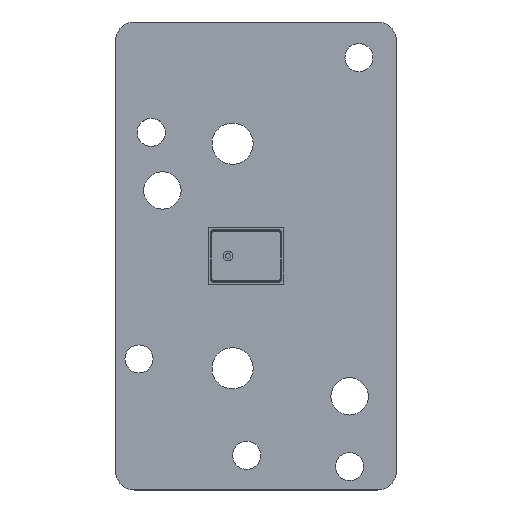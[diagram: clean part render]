
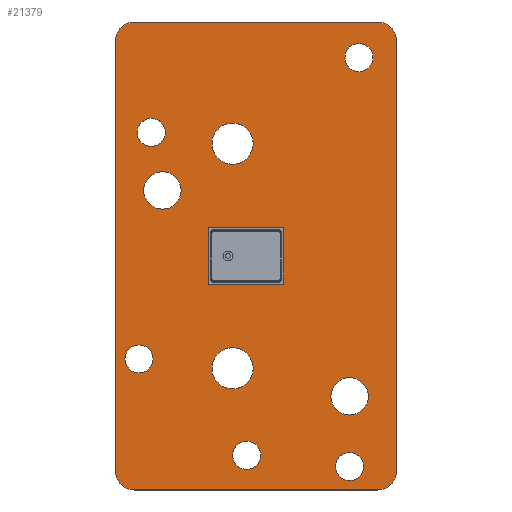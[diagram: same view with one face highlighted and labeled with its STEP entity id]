
A CAD part, top view. The second image highlights one B-rep face of the part: STEP entity #21379.
In plain terms, the highlighted planar face has unit normal (0, 0, 1).
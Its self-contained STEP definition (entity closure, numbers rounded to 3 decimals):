
#14901=FACE_OUTER_BOUND($,#17257,.F.);
#14911=FACE_OUTER_BOUND($,#17267,.T.);
#14915=FACE_OUTER_BOUND($,#17271,.T.);
#14919=FACE_OUTER_BOUND($,#17275,.T.);
#14923=FACE_OUTER_BOUND($,#17279,.T.);
#14927=FACE_OUTER_BOUND($,#17283,.T.);
#14931=FACE_OUTER_BOUND($,#17287,.T.);
#14935=FACE_OUTER_BOUND($,#17291,.T.);
#14939=FACE_OUTER_BOUND($,#17295,.T.);
#14943=FACE_OUTER_BOUND($,#17299,.T.);
#17257=EDGE_LOOP($,(#39033,#39034,#39035,#39036,#39037,#39038,#39039,#39040));
#17267=EDGE_LOOP($,(#39081,#39082));
#17271=EDGE_LOOP($,(#39093,#39094));
#17275=EDGE_LOOP($,(#39105,#39106));
#17279=EDGE_LOOP($,(#39117,#39118));
#17283=EDGE_LOOP($,(#39129,#39130));
#17287=EDGE_LOOP($,(#39141,#39142));
#17291=EDGE_LOOP($,(#39153,#39154));
#17295=EDGE_LOOP($,(#39165,#39166));
#17299=EDGE_LOOP($,(#39177,#39178));
#19639=PLANE($,#35626);
#21379=ADVANCED_FACE($,(#14901,#14911,#14915,#14919,#14923,#14927,#14931,
#14935,#14939,#14943),#19639,.T.);
#23712=VECTOR($,#63088,13.);
#23713=VECTOR($,#63089,23.);
#23714=VECTOR($,#63090,13.);
#23715=VECTOR($,#63091,23.);
#29144=LINE($,#75154,#23712);
#29145=LINE($,#75156,#23713);
#29146=LINE($,#75158,#23714);
#29147=LINE($,#75160,#23715);
#34576=CIRCLE($,#35622,1.);
#34577=CIRCLE($,#35623,1.);
#34578=CIRCLE($,#35624,1.);
#34579=CIRCLE($,#35625,1.);
#34584=CIRCLE($,#35640,1.);
#34585=CIRCLE($,#35641,1.);
#34588=CIRCLE($,#35646,1.);
#34589=CIRCLE($,#35647,1.);
#34592=CIRCLE($,#35652,1.1);
#34593=CIRCLE($,#35653,1.1);
#34596=CIRCLE($,#35658,1.1);
#34597=CIRCLE($,#35659,1.1);
#34600=CIRCLE($,#35664,0.75);
#34601=CIRCLE($,#35665,0.75);
#34604=CIRCLE($,#35670,0.75);
#34605=CIRCLE($,#35671,0.75);
#34608=CIRCLE($,#35676,0.75);
#34609=CIRCLE($,#35677,0.75);
#34612=CIRCLE($,#35682,0.75);
#34613=CIRCLE($,#35683,0.75);
#34616=CIRCLE($,#35688,0.75);
#34617=CIRCLE($,#35689,0.75);
#35622=AXIS2_PLACEMENT_3D($,#75162,#63085,$);
#35623=AXIS2_PLACEMENT_3D($,#75163,#63085,$);
#35624=AXIS2_PLACEMENT_3D($,#75164,#63085,$);
#35625=AXIS2_PLACEMENT_3D($,#75165,#63085,$);
#35626=AXIS2_PLACEMENT_3D($,#75154,#63085,$);
#35640=AXIS2_PLACEMENT_3D($,#75186,#63085,$);
#35641=AXIS2_PLACEMENT_3D($,#75187,#63085,$);
#35646=AXIS2_PLACEMENT_3D($,#75198,#63085,$);
#35647=AXIS2_PLACEMENT_3D($,#75199,#63085,$);
#35652=AXIS2_PLACEMENT_3D($,#75210,#63085,$);
#35653=AXIS2_PLACEMENT_3D($,#75211,#63085,$);
#35658=AXIS2_PLACEMENT_3D($,#75222,#63085,$);
#35659=AXIS2_PLACEMENT_3D($,#75223,#63085,$);
#35664=AXIS2_PLACEMENT_3D($,#75234,#63085,$);
#35665=AXIS2_PLACEMENT_3D($,#75235,#63085,$);
#35670=AXIS2_PLACEMENT_3D($,#75246,#63085,$);
#35671=AXIS2_PLACEMENT_3D($,#75247,#63085,$);
#35676=AXIS2_PLACEMENT_3D($,#75258,#63085,$);
#35677=AXIS2_PLACEMENT_3D($,#75259,#63085,$);
#35682=AXIS2_PLACEMENT_3D($,#75270,#63085,$);
#35683=AXIS2_PLACEMENT_3D($,#75271,#63085,$);
#35688=AXIS2_PLACEMENT_3D($,#75282,#63085,$);
#35689=AXIS2_PLACEMENT_3D($,#75283,#63085,$);
#39033=ORIENTED_EDGE($,*,*,#52169,.T.);
#39034=ORIENTED_EDGE($,*,*,#52170,.T.);
#39035=ORIENTED_EDGE($,*,*,#52171,.T.);
#39036=ORIENTED_EDGE($,*,*,#52172,.T.);
#39037=ORIENTED_EDGE($,*,*,#52173,.T.);
#39038=ORIENTED_EDGE($,*,*,#52174,.T.);
#39039=ORIENTED_EDGE($,*,*,#52175,.T.);
#39040=ORIENTED_EDGE($,*,*,#52176,.T.);
#39081=ORIENTED_EDGE($,*,*,#52194,.T.);
#39082=ORIENTED_EDGE($,*,*,#52195,.T.);
#39093=ORIENTED_EDGE($,*,*,#52201,.T.);
#39094=ORIENTED_EDGE($,*,*,#52202,.T.);
#39105=ORIENTED_EDGE($,*,*,#52208,.T.);
#39106=ORIENTED_EDGE($,*,*,#52209,.T.);
#39117=ORIENTED_EDGE($,*,*,#52215,.T.);
#39118=ORIENTED_EDGE($,*,*,#52216,.T.);
#39129=ORIENTED_EDGE($,*,*,#52222,.T.);
#39130=ORIENTED_EDGE($,*,*,#52223,.T.);
#39141=ORIENTED_EDGE($,*,*,#52229,.T.);
#39142=ORIENTED_EDGE($,*,*,#52230,.T.);
#39153=ORIENTED_EDGE($,*,*,#52236,.T.);
#39154=ORIENTED_EDGE($,*,*,#52237,.T.);
#39165=ORIENTED_EDGE($,*,*,#52243,.T.);
#39166=ORIENTED_EDGE($,*,*,#52244,.T.);
#39177=ORIENTED_EDGE($,*,*,#52250,.T.);
#39178=ORIENTED_EDGE($,*,*,#52251,.T.);
#52169=EDGE_CURVE($,#58747,#58748,#34576,.F.);
#52170=EDGE_CURVE($,#58748,#58749,#29144,.T.);
#52171=EDGE_CURVE($,#58749,#58750,#34577,.F.);
#52172=EDGE_CURVE($,#58750,#58751,#29145,.T.);
#52173=EDGE_CURVE($,#58751,#58752,#34578,.F.);
#52174=EDGE_CURVE($,#58752,#58753,#29146,.T.);
#52175=EDGE_CURVE($,#58753,#58754,#34579,.F.);
#52176=EDGE_CURVE($,#58754,#58747,#29147,.T.);
#52194=EDGE_CURVE($,#58765,#58766,#34584,.F.);
#52195=EDGE_CURVE($,#58766,#58765,#34585,.F.);
#52201=EDGE_CURVE($,#58771,#58772,#34588,.F.);
#52202=EDGE_CURVE($,#58772,#58771,#34589,.F.);
#52208=EDGE_CURVE($,#58777,#58778,#34592,.F.);
#52209=EDGE_CURVE($,#58778,#58777,#34593,.F.);
#52215=EDGE_CURVE($,#58783,#58784,#34596,.F.);
#52216=EDGE_CURVE($,#58784,#58783,#34597,.F.);
#52222=EDGE_CURVE($,#58789,#58790,#34600,.F.);
#52223=EDGE_CURVE($,#58790,#58789,#34601,.F.);
#52229=EDGE_CURVE($,#58795,#58796,#34604,.F.);
#52230=EDGE_CURVE($,#58796,#58795,#34605,.F.);
#52236=EDGE_CURVE($,#58801,#58802,#34608,.F.);
#52237=EDGE_CURVE($,#58802,#58801,#34609,.F.);
#52243=EDGE_CURVE($,#58807,#58808,#34612,.F.);
#52244=EDGE_CURVE($,#58808,#58807,#34613,.F.);
#52250=EDGE_CURVE($,#58813,#58814,#34616,.F.);
#52251=EDGE_CURVE($,#58814,#58813,#34617,.F.);
#58747=VERTEX_POINT($,#75153);
#58748=VERTEX_POINT($,#75154);
#58749=VERTEX_POINT($,#75155);
#58750=VERTEX_POINT($,#75156);
#58751=VERTEX_POINT($,#75157);
#58752=VERTEX_POINT($,#75158);
#58753=VERTEX_POINT($,#75159);
#58754=VERTEX_POINT($,#75160);
#58765=VERTEX_POINT($,#75183);
#58766=VERTEX_POINT($,#75184);
#58771=VERTEX_POINT($,#75195);
#58772=VERTEX_POINT($,#75196);
#58777=VERTEX_POINT($,#75207);
#58778=VERTEX_POINT($,#75208);
#58783=VERTEX_POINT($,#75219);
#58784=VERTEX_POINT($,#75220);
#58789=VERTEX_POINT($,#75231);
#58790=VERTEX_POINT($,#75232);
#58795=VERTEX_POINT($,#75243);
#58796=VERTEX_POINT($,#75244);
#58801=VERTEX_POINT($,#75255);
#58802=VERTEX_POINT($,#75256);
#58807=VERTEX_POINT($,#75267);
#58808=VERTEX_POINT($,#75268);
#58813=VERTEX_POINT($,#75279);
#58814=VERTEX_POINT($,#75280);
#63085=DIRECTION($,(0.,0.,1.));
#63088=DIRECTION($,(-1.,0.,0.));
#63089=DIRECTION($,(0.,1.,0.));
#63090=DIRECTION($,(1.,0.,0.));
#63091=DIRECTION($,(0.,-1.,0.));
#75153=CARTESIAN_POINT('',(15.,1.,0.));
#75154=CARTESIAN_POINT('',(14.,0.,0.));
#75155=CARTESIAN_POINT('',(1.,0.,0.));
#75156=CARTESIAN_POINT('',(0.,1.,0.));
#75157=CARTESIAN_POINT('',(0.,24.,0.));
#75158=CARTESIAN_POINT('',(1.,25.,0.));
#75159=CARTESIAN_POINT('',(14.,25.,0.));
#75160=CARTESIAN_POINT('',(15.,24.,0.));
#75162=CARTESIAN_POINT('',(14.,1.,0.));
#75163=CARTESIAN_POINT('',(1.,1.,0.));
#75164=CARTESIAN_POINT('',(1.,24.,0.));
#75165=CARTESIAN_POINT('',(14.,24.,0.));
#75183=CARTESIAN_POINT('',(13.5,5.,0.));
#75184=CARTESIAN_POINT('',(11.5,5.,0.));
#75186=CARTESIAN_POINT('',(12.5,5.,0.));
#75187=CARTESIAN_POINT('',(12.5,5.,0.));
#75195=CARTESIAN_POINT('',(3.5,16.,0.));
#75196=CARTESIAN_POINT('',(1.5,16.,0.));
#75198=CARTESIAN_POINT('',(2.5,16.,0.));
#75199=CARTESIAN_POINT('',(2.5,16.,0.));
#75207=CARTESIAN_POINT('',(7.35,18.5,0.));
#75208=CARTESIAN_POINT('',(5.15,18.5,0.));
#75210=CARTESIAN_POINT('',(6.25,18.5,0.));
#75211=CARTESIAN_POINT('',(6.25,18.5,0.));
#75219=CARTESIAN_POINT('',(7.35,6.5,0.));
#75220=CARTESIAN_POINT('',(5.15,6.5,0.));
#75222=CARTESIAN_POINT('',(6.25,6.5,0.));
#75223=CARTESIAN_POINT('',(6.25,6.5,0.));
#75231=CARTESIAN_POINT('',(13.25,1.25,0.));
#75232=CARTESIAN_POINT('',(11.75,1.25,0.));
#75234=CARTESIAN_POINT('',(12.5,1.25,0.));
#75235=CARTESIAN_POINT('',(12.5,1.25,0.));
#75243=CARTESIAN_POINT('',(2.,7.,0.));
#75244=CARTESIAN_POINT('',(0.5,7.,0.));
#75246=CARTESIAN_POINT('',(1.25,7.,0.));
#75247=CARTESIAN_POINT('',(1.25,7.,0.));
#75255=CARTESIAN_POINT('',(2.65,19.1,0.));
#75256=CARTESIAN_POINT('',(1.15,19.1,0.));
#75258=CARTESIAN_POINT('',(1.9,19.1,0.));
#75259=CARTESIAN_POINT('',(1.9,19.1,0.));
#75267=CARTESIAN_POINT('',(13.75,23.1,0.));
#75268=CARTESIAN_POINT('',(12.25,23.1,0.));
#75270=CARTESIAN_POINT('',(13.,23.1,0.));
#75271=CARTESIAN_POINT('',(13.,23.1,0.));
#75279=CARTESIAN_POINT('',(7.75,1.85,0.));
#75280=CARTESIAN_POINT('',(6.25,1.85,0.));
#75282=CARTESIAN_POINT('',(7.,1.85,0.));
#75283=CARTESIAN_POINT('',(7.,1.85,0.));
